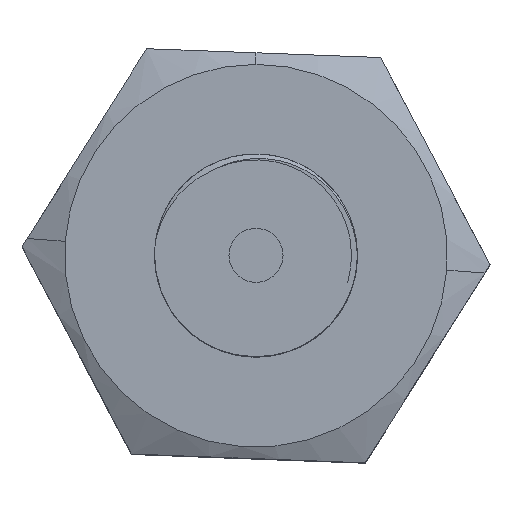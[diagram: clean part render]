
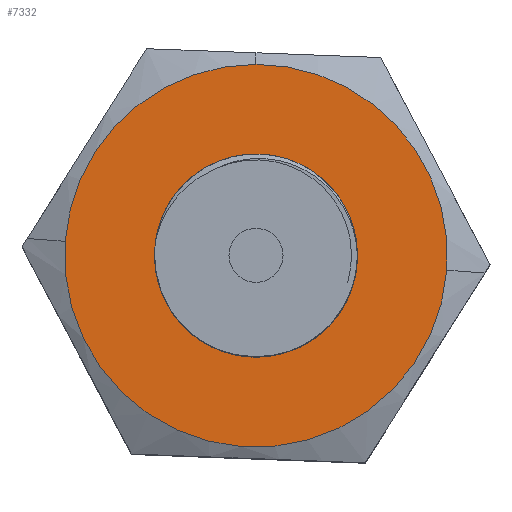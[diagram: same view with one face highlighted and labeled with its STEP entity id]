
A CAD part, top view. The second image highlights one B-rep face of the part: STEP entity #7332.
In plain terms, the highlighted planar face has unit normal (0, 0, 1).
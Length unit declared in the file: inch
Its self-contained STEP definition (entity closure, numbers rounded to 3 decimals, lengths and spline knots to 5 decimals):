
#162 = DIRECTION ( 'NONE',  ( 0., 0., -1. ) ) ;
#359 = DIRECTION ( 'NONE',  ( 0., 0., 1. ) ) ;
#407 = DIRECTION ( 'NONE',  ( 0., 0., 1. ) ) ;
#526 = CARTESIAN_POINT ( 'NONE',  ( 0.05906, 0., 0.26725 ) ) ;
#643 = CIRCLE ( 'NONE', #10059, 0.05906 ) ;
#646 = EDGE_LOOP ( 'NONE', ( #12334, #13397, #12092 ) ) ;
#826 = DIRECTION ( 'NONE',  ( 1., 0., 0. ) ) ;
#869 = DIRECTION ( 'NONE',  ( 0., 1., 0. ) ) ;
#1092 = DIRECTION ( 'NONE',  ( 0., 0., 1. ) ) ;
#1691 = EDGE_CURVE ( 'NONE', #11071, #4016, #6944, .T. ) ;
#1768 = CARTESIAN_POINT ( 'NONE',  ( 0.05889, -0.00445, 0.26725 ) ) ;
#2060 = VERTEX_POINT ( 'NONE', #1768 ) ;
#2411 = DIRECTION ( 'NONE',  ( 1., 0., 0. ) ) ;
#2551 = CIRCLE ( 'NONE', #10373, 0.11145 ) ;
#3321 = CARTESIAN_POINT ( 'NONE',  ( 0., 0., 0.26725 ) ) ;
#4016 = VERTEX_POINT ( 'NONE', #6770 ) ;
#4228 = FACE_OUTER_BOUND ( 'NONE', #7836, .T. ) ;
#4388 = DIRECTION ( 'NONE',  ( 0., 1., 0. ) ) ;
#4455 = CARTESIAN_POINT ( 'NONE',  ( 0., 0., 0.26725 ) ) ;
#4691 = VERTEX_POINT ( 'NONE', #13143 ) ;
#4965 = ORIENTED_EDGE ( 'NONE', *, *, #5233, .F. ) ;
#4996 = CARTESIAN_POINT ( 'NONE',  ( 0., 0.11145, 0.26725 ) ) ;
#5233 = EDGE_CURVE ( 'NONE', #4016, #13595, #6810, .T. ) ;
#5252 = DIRECTION ( 'NONE',  ( 0., 0., -1. ) ) ;
#5906 = ORIENTED_EDGE ( 'NONE', *, *, #13782, .F. ) ;
#6133 = CARTESIAN_POINT ( 'NONE',  ( 0., 0., 0.26725 ) ) ;
#6770 = CARTESIAN_POINT ( 'NONE',  ( 0.11113, -0.00839, 0.26725 ) ) ;
#6810 = CIRCLE ( 'NONE', #13524, 0.11145 ) ;
#6944 = CIRCLE ( 'NONE', #10763, 0.11145 ) ;
#7016 = EDGE_CURVE ( 'NONE', #4691, #2060, #643, .T. ) ;
#7332 = ADVANCED_FACE ( 'NONE', ( #4228, #9405 ), #7441, .F. ) ;
#7441 = PLANE ( 'NONE',  #12275 ) ;
#7522 = DIRECTION ( 'NONE',  ( -1., 0., 0. ) ) ;
#7561 = DIRECTION ( 'NONE',  ( 0., 1., 0. ) ) ;
#7836 = EDGE_LOOP ( 'NONE', ( #5906, #4965, #9858 ) ) ;
#8251 = CARTESIAN_POINT ( 'NONE',  ( 0., 0., 0.26725 ) ) ;
#8491 = DIRECTION ( 'NONE',  ( 0., 0., -1. ) ) ;
#8778 = CIRCLE ( 'NONE', #10569, 0.05906 ) ;
#8996 = CIRCLE ( 'NONE', #9444, 0.05906 ) ;
#9405 = FACE_BOUND ( 'NONE', #646, .T. ) ;
#9444 = AXIS2_PLACEMENT_3D ( 'NONE', #10029, #407, #12198 ) ;
#9858 = ORIENTED_EDGE ( 'NONE', *, *, #1691, .F. ) ;
#10029 = CARTESIAN_POINT ( 'NONE',  ( 0., 0., 0.26725 ) ) ;
#10059 = AXIS2_PLACEMENT_3D ( 'NONE', #8251, #1092, #826 ) ;
#10373 = AXIS2_PLACEMENT_3D ( 'NONE', #4455, #162, #4388 ) ;
#10569 = AXIS2_PLACEMENT_3D ( 'NONE', #3321, #359, #2411 ) ;
#10763 = AXIS2_PLACEMENT_3D ( 'NONE', #6133, #11461, #869 ) ;
#11071 = VERTEX_POINT ( 'NONE', #4996 ) ;
#11293 = EDGE_CURVE ( 'NONE', #13471, #4691, #8778, .T. ) ;
#11461 = DIRECTION ( 'NONE',  ( 0., 0., -1. ) ) ;
#11758 = EDGE_CURVE ( 'NONE', #2060, #13471, #8996, .T. ) ;
#11810 = CARTESIAN_POINT ( 'NONE',  ( 0., 0., 0.26725 ) ) ;
#12092 = ORIENTED_EDGE ( 'NONE', *, *, #11758, .F. ) ;
#12101 = CARTESIAN_POINT ( 'NONE',  ( 0., 0., 0.26725 ) ) ;
#12198 = DIRECTION ( 'NONE',  ( 1., 0., 0. ) ) ;
#12275 = AXIS2_PLACEMENT_3D ( 'NONE', #11810, #8491, #7522 ) ;
#12334 = ORIENTED_EDGE ( 'NONE', *, *, #7016, .F. ) ;
#13143 = CARTESIAN_POINT ( 'NONE',  ( -0.05889, 0.00445, 0.26725 ) ) ;
#13397 = ORIENTED_EDGE ( 'NONE', *, *, #11293, .F. ) ;
#13471 = VERTEX_POINT ( 'NONE', #526 ) ;
#13524 = AXIS2_PLACEMENT_3D ( 'NONE', #12101, #5252, #7561 ) ;
#13595 = VERTEX_POINT ( 'NONE', #13844 ) ;
#13782 = EDGE_CURVE ( 'NONE', #13595, #11071, #2551, .T. ) ;
#13844 = CARTESIAN_POINT ( 'NONE',  ( -0.11113, 0.00839, 0.26725 ) ) ;
